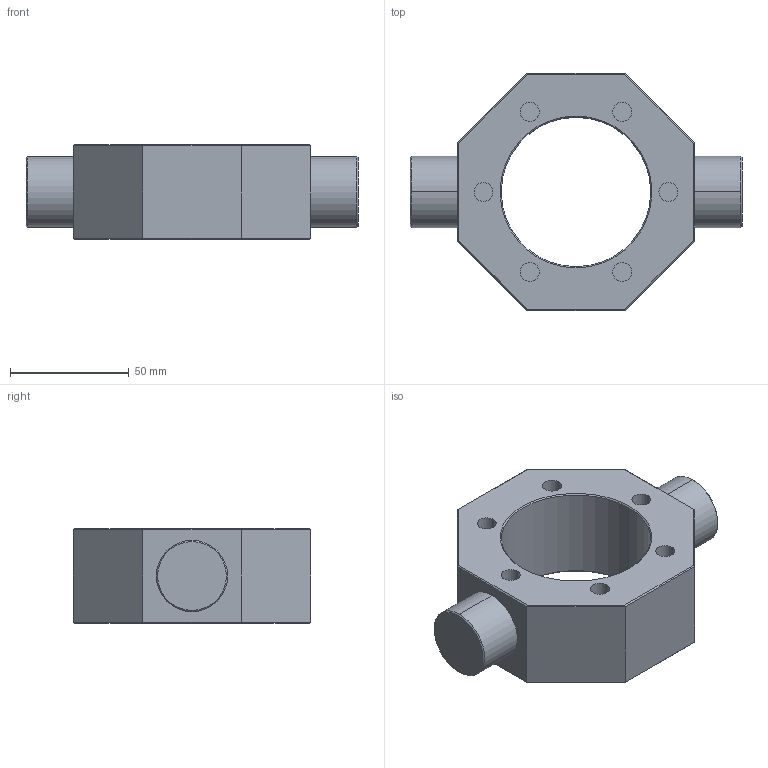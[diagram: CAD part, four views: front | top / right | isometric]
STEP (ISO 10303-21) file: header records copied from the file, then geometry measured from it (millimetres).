
FILE_DESCRIPTION (( 'STEP AP214' ), '1' );
FILE_NAME ('KAR 40x7.step', '2020-09-08T09:27:58', ( '' ), ( '' ), 'SwSTEP 2.0', 'SolidWorks 2020', '' );
FILE_SCHEMA (( 'AUTOMOTIVE_DESIGN' ));
Length unit declared in the file: millimetre
Products named in the file (1): KAR 40x7
Bounding box: 140 x 100 x 40 mm (x, y, z)
Volume: 226355.2 mm3; surface area: 39132 mm2
Topology: 1 solids, 1 shells, 78 faces, 162 edges, 100 vertices
Faces by surface type: plane 40, cylinder 30, cone 8
Entity records: 2100 total; most frequent: DIRECTION 388, CARTESIAN_POINT 341, ORIENTED_EDGE 324, EDGE_CURVE 162, AXIS2_PLACEMENT_3D 147, VERTEX_POINT 100, LINE 94, VECTOR 94
